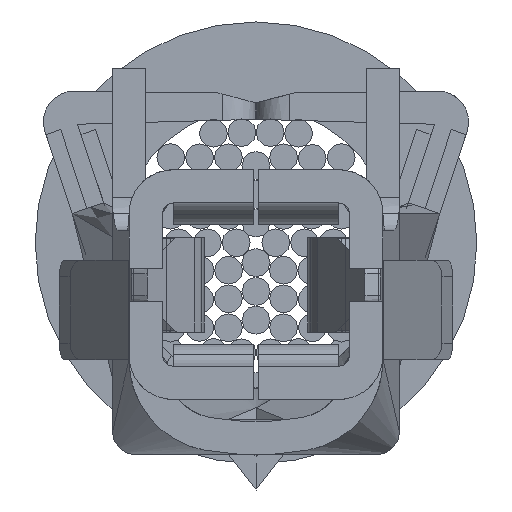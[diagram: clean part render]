
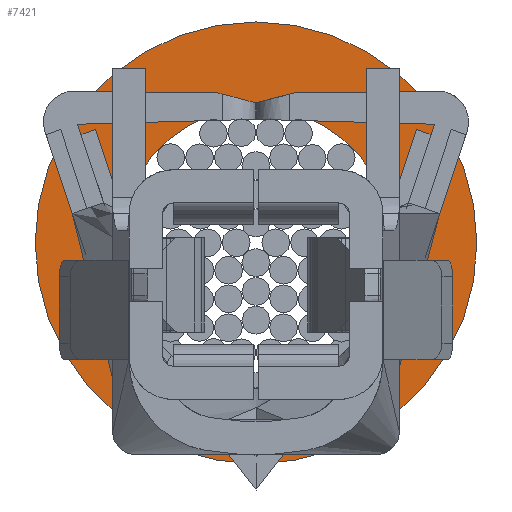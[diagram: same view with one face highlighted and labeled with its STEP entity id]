
A CAD part, front view. The second image highlights one B-rep face of the part: STEP entity #7421.
In plain terms, the highlighted planar face has unit normal (0, -1, 0).
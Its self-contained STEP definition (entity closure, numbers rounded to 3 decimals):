
#1413=PLANE('',#8567);
#1733=ORIENTED_EDGE('',*,*,#3870,.T.);
#1734=ORIENTED_EDGE('',*,*,#3872,.F.);
#3870=EDGE_CURVE('',#4941,#4941,#5680,.T.);
#3872=EDGE_CURVE('',#4943,#4943,#5682,.T.);
#4941=VERTEX_POINT('',#11845);
#4943=VERTEX_POINT('',#11850);
#5680=CIRCLE('',#8562,1.225);
#5682=CIRCLE('',#8565,2.);
#6024=EDGE_LOOP('',(#1733));
#6025=EDGE_LOOP('',(#1734));
#6626=FACE_BOUND('',#6024,.T.);
#6627=FACE_BOUND('',#6025,.T.);
#7421=ADVANCED_FACE('',(#6626,#6627),#1413,.F.);
#8562=AXIS2_PLACEMENT_3D('',#11844,#9448,#9449);
#8565=AXIS2_PLACEMENT_3D('',#11849,#9454,#9455);
#8567=AXIS2_PLACEMENT_3D('',#11852,#9458,#9459);
#9448=DIRECTION('',(0.,1.,0.));
#9449=DIRECTION('',(1.,0.,0.));
#9454=DIRECTION('',(0.,1.,0.));
#9455=DIRECTION('',(1.,0.,0.));
#9458=DIRECTION('',(0.,1.,0.));
#9459=DIRECTION('',(0.,0.,1.));
#11844=CARTESIAN_POINT('',(0.,-72.75,0.));
#11845=CARTESIAN_POINT('',(1.225,-72.75,0.));
#11849=CARTESIAN_POINT('',(0.,-72.75,0.));
#11850=CARTESIAN_POINT('',(2.,-72.75,0.));
#11852=CARTESIAN_POINT('',(0.,-72.75,0.));
